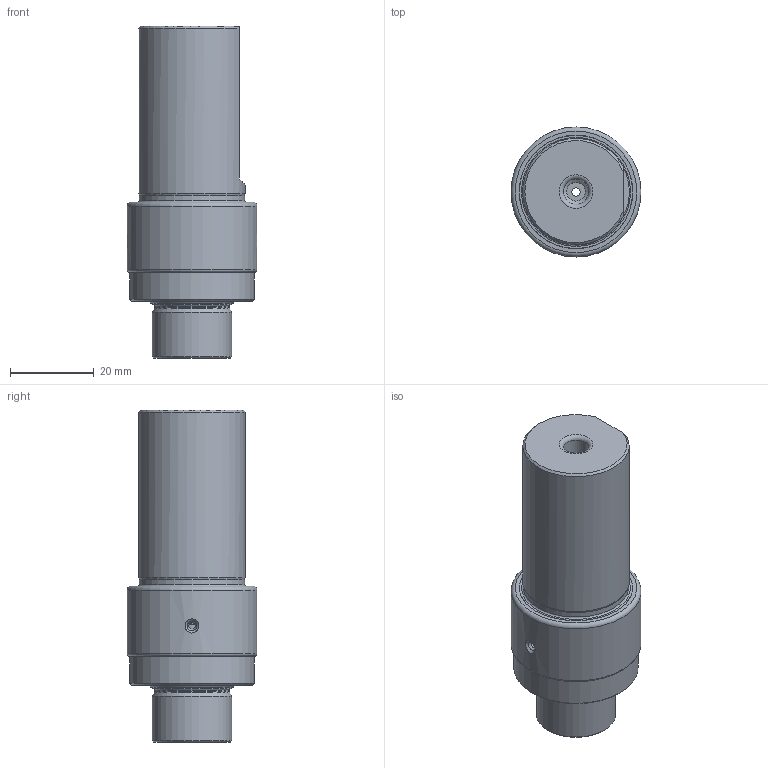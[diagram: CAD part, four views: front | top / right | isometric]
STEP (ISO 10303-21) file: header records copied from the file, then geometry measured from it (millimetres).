
FILE_DESCRIPTION(/* description */ (''),/* implementation_level */ '2;1');
FILE_NAME(/* name */ '462591606.stp',/* time_stamp */ '2021-01-08T12:43:03',/* author */ ('LRA'),/* organization */ ('REGO-FIX'),/* preprocessor_version */ ' Unknown',/* originating_system */ 'SIEMENS PLM Software Solid Edge ST10',/* authorization */ 'Unknown');
FILE_SCHEMA (('AUTOMOTIVE_DESIGN { 1 0 10303 214 2 1 1}'));
Length unit declared in the file: millimetre
Products named in the file (1): NOCUT
Bounding box: 31 x 31 x 79.2 mm (x, y, z)
Volume: 34777.3 mm3; surface area: 17460.3 mm2
Topology: 6 solids, 6 shells, 110 faces, 228 edges, 142 vertices
Faces by surface type: cylinder 35, cone 30, plane 27, torus 18
Full cylindrical faces by diameter (mm): 1.567 x2, 2 x1, 2.49 x2, 2.5 x4, 4.459 x1, 5 x1, 6 x2, 6.2 x1, 7 x1, 10.5 x1, 13 x1, 17.7 x1, 18.7 x1, 19 x5, 20 x2, 25.2 x1, 25.4 x1, 26 x1, 27 x2, 27.4 x1, 28 x1, 29.7 x1, 31 x1
Entity records: 3027 total; most frequent: DIRECTION 448, CARTESIAN_POINT 396, ORIENTED_EDGE 236, FACE_BOUND 226, EDGE_LOOP 223, AXIS2_PLACEMENT_3D 222, EDGE_CURVE 118, VERTEX_POINT 118
